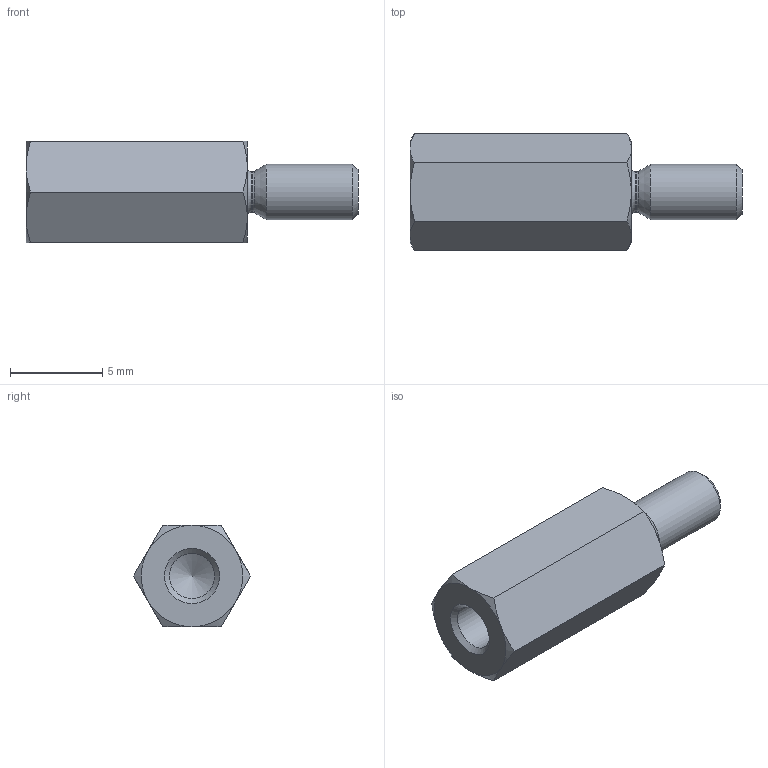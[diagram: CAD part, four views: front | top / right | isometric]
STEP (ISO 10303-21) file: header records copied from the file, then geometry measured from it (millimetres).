
FILE_DESCRIPTION( ( 'STEP AP214' ), '1' );
FILE_NAME( 'WUERTH 449843 12 spacer stud BLZ-ABSTAND-ST-I_A-SW5,5-A2K-M3X12-7-6.stp', '2020-06-21T17:15:24', ( 'License CC BY-ND 4.0' ), ( 'CADENAS' ), ' ', 'PARTsolutions', ' ' );
FILE_SCHEMA( ( 'AUTOMOTIVE_DESIGN { 1 0 10303 214 1 1 1 1 }' ) );
Length unit declared in the file: millimetre
Products named in the file (1): _WUERTH 449843 12 spacer stud BLZ-ABSTAND-ST-I/A-SW5,5-A2K-M3X12-7-6
Bounding box: 18 x 6.35 x 5.5 mm (x, y, z)
Volume: 314.4 mm3; surface area: 396.5 mm2
Topology: 1 solids, 1 shells, 30 faces, 63 edges, 36 vertices
Faces by surface type: cone 16, plane 9, cylinder 3, torus 2
Full cylindrical faces by diameter (mm): 2.2 x1, 2.459 x1, 3 x1
Entity records: 1038 total; most frequent: CARTESIAN_POINT 222, DIRECTION 112, ORIENTED_EDGE 104, AXIS2_PLACEMENT_3D 53, EDGE_CURVE 52, EDGE_LOOP 40, FACE_OUTER_BOUND 35, VERTEX_POINT 35
